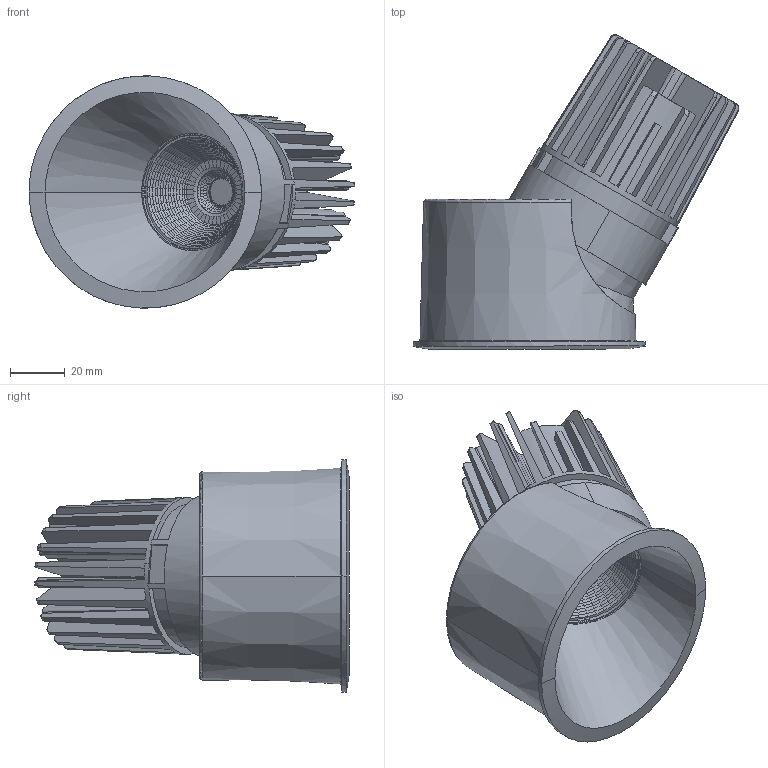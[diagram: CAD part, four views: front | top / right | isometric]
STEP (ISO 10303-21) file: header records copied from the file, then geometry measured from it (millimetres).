
FILE_DESCRIPTION((''),'2;1');
FILE_NAME('220-0574_RED_ASM','2018-07-30T',('manuel.reismann'),(''),'CREO PARAMETRIC BY PTC INC, 2017020','CREO PARAMETRIC BY PTC INC, 2017020','');
FILE_SCHEMA(('CONFIG_CONTROL_DESIGN'));
Length unit declared in the file: millimetre
Products named in the file (9): E04-1406_RED; E59-027_RED; 29008_RED_ASM; E59-052-V2_RED; E60-013_RED; BRIDGELUX-V10_2700K; C05-0063C-27K_RED_ASM; SHINLAND44-R1; 220-0574_RED_ASM
Assembly tree (8 placements, depth 3):
  220-0574_RED_ASM
    29008_RED_ASM
      E04-1406_RED
      E59-027_RED
    C05-0063C-27K_RED_ASM
      E59-052-V2_RED
      E60-013_RED
      BRIDGELUX-V10_2700K
    SHINLAND44-R1
Bounding box: 119.2 x 115.09 x 85 mm (x, y, z)
Volume: 116881.9 mm3; surface area: 106533.7 mm2
Topology: 11 solids, 26 shells, 1333 faces, 3209 edges, 1914 vertices
Faces by surface type: bspline 790, plane 272, cylinder 150, cone 65, torus 52, revolution 4
Entity records: 127633 total; most frequent: CARTESIAN_POINT 92808, ORIENTED_EDGE 6346, EDGE_CURVE 3209, PRESENTATION_STYLE_ASSIGNMENT 3000, STYLED_ITEM 2998, DIRECTION 2901, CURVE_STYLE 2844, B_SPLINE_CURVE_WITH_KNOTS 2019
